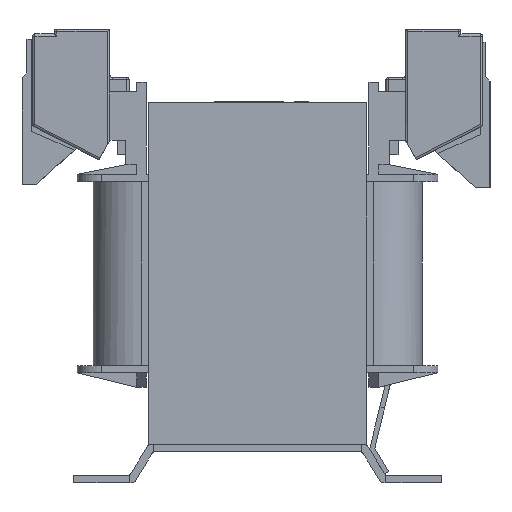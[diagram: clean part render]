
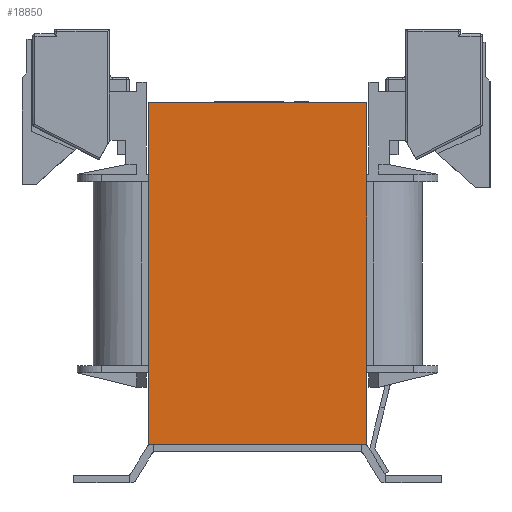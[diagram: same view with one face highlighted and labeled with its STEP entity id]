
A CAD part, front view. The second image highlights one B-rep face of the part: STEP entity #18850.
In plain terms, the highlighted planar face has unit normal (0, -1, 0).
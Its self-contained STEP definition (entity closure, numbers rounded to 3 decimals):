
#1453=FACE_OUTER_BOUND('',#2401,.T.);
#2401=EDGE_LOOP('',(#15846,#15847,#15848,#15849));
#2935=LINE('',#25933,#5164);
#4520=LINE('',#29612,#6749);
#4553=LINE('',#29690,#6782);
#4554=LINE('',#29691,#6783);
#5164=VECTOR('',#21072,10.);
#6749=VECTOR('',#24417,10.);
#6782=VECTOR('',#24484,10.);
#6783=VECTOR('',#24485,10.);
#7274=VERTEX_POINT('',#25930);
#7275=VERTEX_POINT('',#25932);
#8438=VERTEX_POINT('',#29605);
#8441=VERTEX_POINT('',#29610);
#9097=EDGE_CURVE('',#7274,#7275,#2935,.T.);
#10935=EDGE_CURVE('',#8438,#8441,#4520,.T.);
#10976=EDGE_CURVE('',#7274,#8438,#4553,.T.);
#10977=EDGE_CURVE('',#7275,#8441,#4554,.T.);
#15846=ORIENTED_EDGE('',*,*,#10976,.T.);
#15847=ORIENTED_EDGE('',*,*,#10935,.T.);
#15848=ORIENTED_EDGE('',*,*,#10977,.F.);
#15849=ORIENTED_EDGE('',*,*,#9097,.F.);
#17073=PLANE('',#20062);
#18850=ADVANCED_FACE('',(#1453),#17073,.T.);
#20062=AXIS2_PLACEMENT_3D('',#29689,#24482,#24483);
#21072=DIRECTION('',(1.,0.,0.));
#24417=DIRECTION('',(1.,0.,0.));
#24482=DIRECTION('center_axis',(0.,-1.,0.));
#24483=DIRECTION('ref_axis',(0.,0.,-1.));
#24484=DIRECTION('',(0.,0.,-1.));
#24485=DIRECTION('',(0.,0.,-1.));
#25930=CARTESIAN_POINT('',(-21.221,-95.725,36.65));
#25932=CARTESIAN_POINT('',(23.779,-95.725,36.65));
#25933=CARTESIAN_POINT('',(-21.221,-95.725,36.65));
#29605=CARTESIAN_POINT('',(-21.221,-95.725,-33.85));
#29610=CARTESIAN_POINT('',(23.779,-95.725,-33.85));
#29612=CARTESIAN_POINT('',(-21.221,-95.725,-33.85));
#29689=CARTESIAN_POINT('Origin',(-21.221,-95.725,36.65));
#29690=CARTESIAN_POINT('',(-21.221,-95.725,36.65));
#29691=CARTESIAN_POINT('',(23.779,-95.725,36.65));
